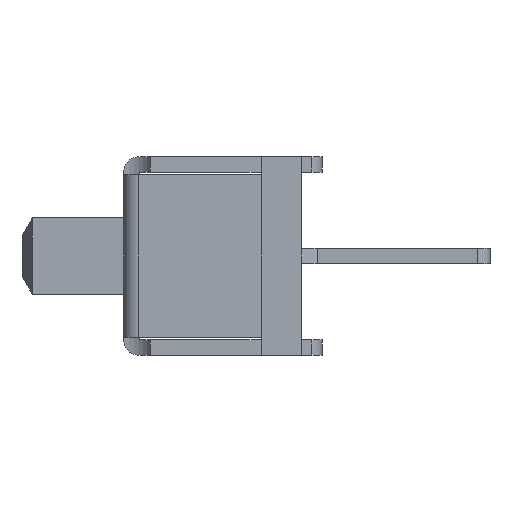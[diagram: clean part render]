
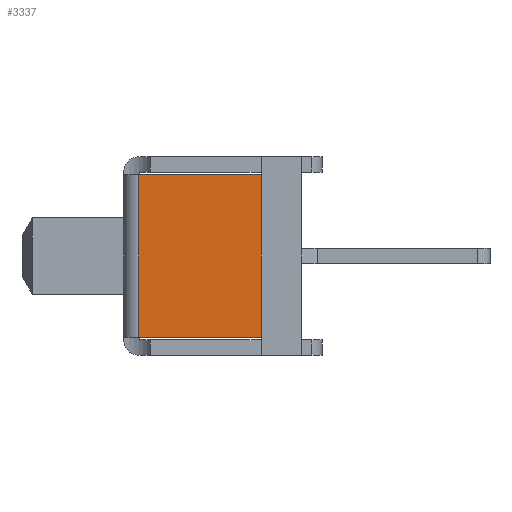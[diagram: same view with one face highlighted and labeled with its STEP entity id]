
A CAD part, left-side view. The second image highlights one B-rep face of the part: STEP entity #3337.
In plain terms, the highlighted planar face has unit normal (-1, 0, 0).
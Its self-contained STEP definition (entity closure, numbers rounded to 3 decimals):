
#62 = EDGE_LOOP ( 'NONE', ( #1416, #2647, #3349, #2359 ) ) ;
#145 = VERTEX_POINT ( 'NONE', #1245 ) ;
#188 = AXIS2_PLACEMENT_3D ( 'NONE', #2011, #630, #3061 ) ;
#357 = EDGE_CURVE ( 'NONE', #785, #145, #728, .T. ) ;
#575 = LINE ( 'NONE', #1370, #4413 ) ;
#630 = DIRECTION ( 'NONE',  ( 1., 0., 0. ) ) ;
#647 = EDGE_CURVE ( 'NONE', #3379, #1755, #575, .T. ) ;
#728 = LINE ( 'NONE', #3571, #3882 ) ;
#785 = VERTEX_POINT ( 'NONE', #3785 ) ;
#1015 = DIRECTION ( 'NONE',  ( 0., 1., 0. ) ) ;
#1245 = CARTESIAN_POINT ( 'NONE',  ( -3.701, 1.804, 10.4 ) ) ;
#1370 = CARTESIAN_POINT ( 'NONE',  ( -3.701, 2.104, 7.2 ) ) ;
#1416 = ORIENTED_EDGE ( 'NONE', *, *, #1830, .F. ) ;
#1592 = VECTOR ( 'NONE', #3897, 1000. ) ;
#1755 = VERTEX_POINT ( 'NONE', #1922 ) ;
#1830 = EDGE_CURVE ( 'NONE', #3379, #145, #4056, .T. ) ;
#1922 = CARTESIAN_POINT ( 'NONE',  ( -3.701, -0.596, 7.2 ) ) ;
#2011 = CARTESIAN_POINT ( 'NONE',  ( -3.701, -0.596, 6.4 ) ) ;
#2047 = DIRECTION ( 'NONE',  ( 0., -1., 0. ) ) ;
#2359 = ORIENTED_EDGE ( 'NONE', *, *, #357, .T. ) ;
#2647 = ORIENTED_EDGE ( 'NONE', *, *, #647, .T. ) ;
#2752 = CARTESIAN_POINT ( 'NONE',  ( -3.701, 1.804, 7.2 ) ) ;
#2887 = EDGE_CURVE ( 'NONE', #1755, #785, #3922, .T. ) ;
#3061 = DIRECTION ( 'NONE',  ( 0., 1., 0. ) ) ;
#3109 = FACE_OUTER_BOUND ( 'NONE', #62, .T. ) ;
#3132 = PLANE ( 'NONE',  #188 ) ;
#3314 = CARTESIAN_POINT ( 'NONE',  ( -3.701, 1.804, 5.4 ) ) ;
#3337 = ADVANCED_FACE ( 'NONE', ( #3109 ), #3132, .F. ) ;
#3349 = ORIENTED_EDGE ( 'NONE', *, *, #2887, .T. ) ;
#3379 = VERTEX_POINT ( 'NONE', #2752 ) ;
#3571 = CARTESIAN_POINT ( 'NONE',  ( -3.701, 1.804, 10.4 ) ) ;
#3636 = CARTESIAN_POINT ( 'NONE',  ( -3.701, -0.596, 10.75 ) ) ;
#3720 = DIRECTION ( 'NONE',  ( 0., 0., 1. ) ) ;
#3785 = CARTESIAN_POINT ( 'NONE',  ( -3.701, -0.596, 10.4 ) ) ;
#3880 = VECTOR ( 'NONE', #3720, 1000. ) ;
#3882 = VECTOR ( 'NONE', #1015, 1000. ) ;
#3897 = DIRECTION ( 'NONE',  ( 0., 0., 1. ) ) ;
#3922 = LINE ( 'NONE', #3636, #1592 ) ;
#4056 = LINE ( 'NONE', #3314, #3880 ) ;
#4413 = VECTOR ( 'NONE', #2047, 1000. ) ;
